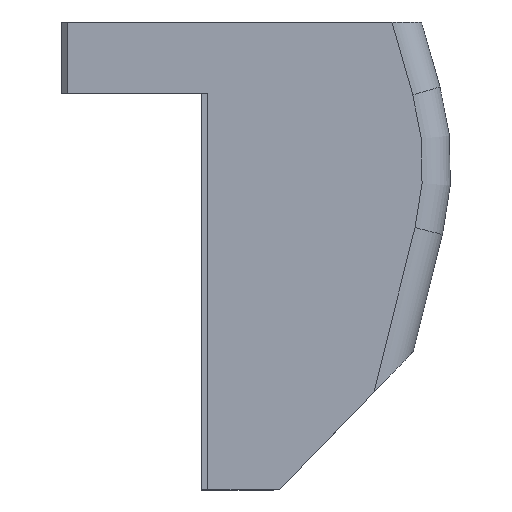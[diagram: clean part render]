
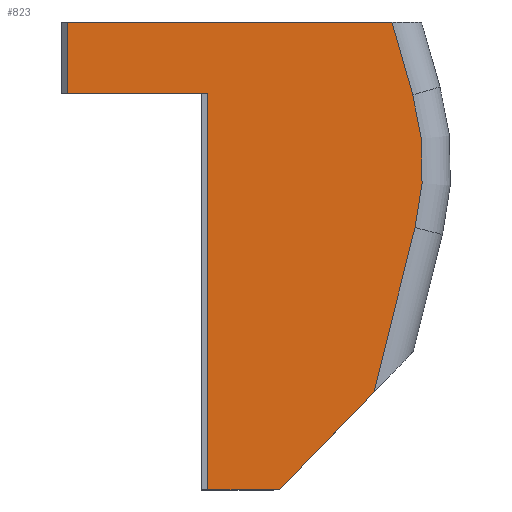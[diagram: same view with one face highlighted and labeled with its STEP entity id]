
A CAD part, left-side view. The second image highlights one B-rep face of the part: STEP entity #823.
In plain terms, the highlighted planar face has unit normal (-1, -0.008, 0).
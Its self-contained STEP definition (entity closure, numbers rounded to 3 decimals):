
#61=CARTESIAN_POINT('Vertex',(-24.775,-0.879,27.809)) ;
#66=CARTESIAN_POINT('Line Origine',(-24.775,-0.879,30.309)) ;
#70=CARTESIAN_POINT('Vertex',(-24.774,-0.879,32.809)) ;
#145=CARTESIAN_POINT('Vertex',(-24.699,-10.678,0.001)) ;
#148=CARTESIAN_POINT('Line Origine',(-24.698,-10.678,13.905)) ;
#152=CARTESIAN_POINT('Vertex',(-24.698,-10.678,27.809)) ;
#172=CARTESIAN_POINT('Line Origine',(-24.679,-13.201,0.001)) ;
#176=CARTESIAN_POINT('Vertex',(-24.659,-15.723,0.001)) ;
#769=CARTESIAN_POINT('Axis2P3D Location',(-24.699,-10.678,0.001)) ;
#774=CARTESIAN_POINT('Line Origine',(-24.595,-23.768,12.61)) ;
#778=CARTESIAN_POINT('Vertex',(-24.584,-25.213,18.393)) ;
#780=CARTESIAN_POINT('Vertex',(-24.607,-22.322,6.827)) ;
#783=CARTESIAN_POINT('Axis2P3D Location',(-24.721,-7.751,22.758)) ;
#787=CARTESIAN_POINT('Vertex',(-24.584,-25.056,27.71)) ;
#790=CARTESIAN_POINT('Line Origine',(-24.59,-24.326,30.259)) ;
#794=CARTESIAN_POINT('Vertex',(-24.595,-23.597,32.809)) ;
#797=CARTESIAN_POINT('Line Origine',(-24.685,-12.238,32.809)) ;
#802=CARTESIAN_POINT('Line Origine',(-24.736,-5.778,27.809)) ;
#807=CARTESIAN_POINT('Line Origine',(-24.633,-19.023,3.414)) ;
#67=DIRECTION('Vector Direction',(0.,0.,1.)) ;
#149=DIRECTION('Vector Direction',(0.,0.,-1.)) ;
#173=DIRECTION('Vector Direction',(-0.008,1.,0.)) ;
#770=DIRECTION('Axis2P3D Direction',(1.,0.008,0.)) ;
#771=DIRECTION('Axis2P3D XDirection',(-0.008,1.,0.)) ;
#775=DIRECTION('Vector Direction',(-0.002,0.242,-0.97)) ;
#784=DIRECTION('Axis2P3D Direction',(1.,0.008,0.)) ;
#791=DIRECTION('Vector Direction',(0.002,-0.275,-0.961)) ;
#798=DIRECTION('Vector Direction',(0.008,-1.,0.)) ;
#803=DIRECTION('Vector Direction',(-0.008,1.,0.)) ;
#808=DIRECTION('Vector Direction',(0.006,-0.695,0.719)) ;
#772=AXIS2_PLACEMENT_3D('Plane Axis2P3D',#769,#770,#771) ;
#785=AXIS2_PLACEMENT_3D('Circle Axis2P3D',#783,#784,$) ;
#813=ORIENTED_EDGE('',*,*,#782,.F.) ;
#814=ORIENTED_EDGE('',*,*,#789,.F.) ;
#815=ORIENTED_EDGE('',*,*,#796,.F.) ;
#816=ORIENTED_EDGE('',*,*,#801,.F.) ;
#817=ORIENTED_EDGE('',*,*,#72,.F.) ;
#818=ORIENTED_EDGE('',*,*,#806,.F.) ;
#819=ORIENTED_EDGE('',*,*,#154,.F.) ;
#820=ORIENTED_EDGE('',*,*,#178,.F.) ;
#821=ORIENTED_EDGE('',*,*,#811,.F.) ;
#68=VECTOR('Line Direction',#67,1.) ;
#150=VECTOR('Line Direction',#149,1.) ;
#174=VECTOR('Line Direction',#173,1.) ;
#776=VECTOR('Line Direction',#775,1.) ;
#792=VECTOR('Line Direction',#791,1.) ;
#799=VECTOR('Line Direction',#798,1.) ;
#804=VECTOR('Line Direction',#803,1.) ;
#809=VECTOR('Line Direction',#808,1.) ;
#823=ADVANCED_FACE('Corps principal',(#822),#773,.F.) ;
#786=CIRCLE('generated circle',#785,18.) ;
#72=EDGE_CURVE('',#62,#71,#69,.T.) ;
#154=EDGE_CURVE('',#146,#153,#151,.F.) ;
#178=EDGE_CURVE('',#177,#146,#175,.T.) ;
#782=EDGE_CURVE('',#779,#781,#777,.T.) ;
#789=EDGE_CURVE('',#788,#779,#786,.T.) ;
#796=EDGE_CURVE('',#795,#788,#793,.T.) ;
#801=EDGE_CURVE('',#71,#795,#800,.T.) ;
#806=EDGE_CURVE('',#153,#62,#805,.T.) ;
#811=EDGE_CURVE('',#781,#177,#810,.F.) ;
#812=EDGE_LOOP('',(#813,#814,#815,#816,#817,#818,#819,#820,#821)) ;
#822=FACE_OUTER_BOUND('',#812,.T.) ;
#69=LINE('Line',#66,#68) ;
#151=LINE('Line',#148,#150) ;
#175=LINE('Line',#172,#174) ;
#777=LINE('Line',#774,#776) ;
#793=LINE('Line',#790,#792) ;
#800=LINE('Line',#797,#799) ;
#805=LINE('Line',#802,#804) ;
#810=LINE('Line',#807,#809) ;
#773=PLANE('',#772) ;
#62=VERTEX_POINT('',#61) ;
#71=VERTEX_POINT('',#70) ;
#146=VERTEX_POINT('',#145) ;
#153=VERTEX_POINT('',#152) ;
#177=VERTEX_POINT('',#176) ;
#779=VERTEX_POINT('',#778) ;
#781=VERTEX_POINT('',#780) ;
#788=VERTEX_POINT('',#787) ;
#795=VERTEX_POINT('',#794) ;
